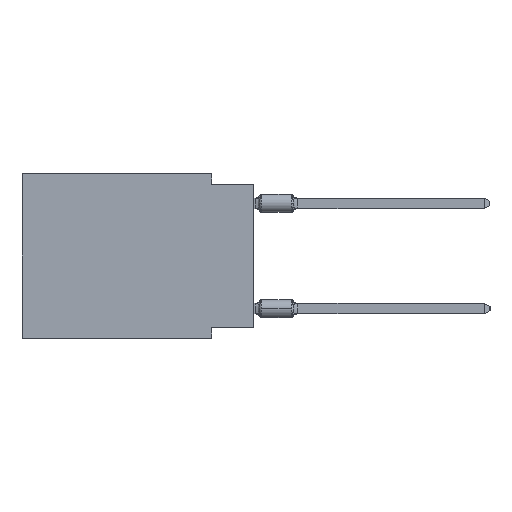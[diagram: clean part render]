
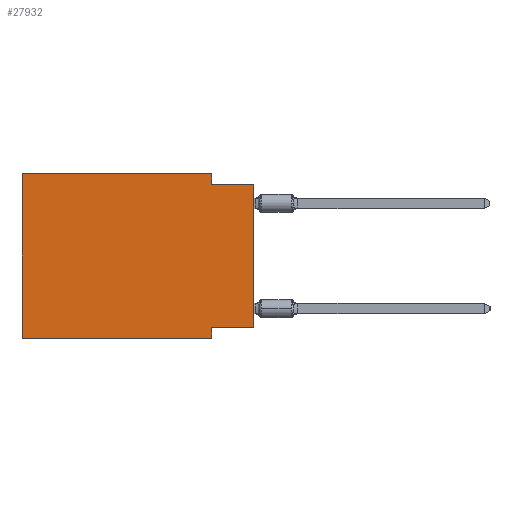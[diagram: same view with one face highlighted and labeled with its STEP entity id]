
A CAD part, left-side view. The second image highlights one B-rep face of the part: STEP entity #27932.
In plain terms, the highlighted planar face has unit normal (-1, 0, 0).
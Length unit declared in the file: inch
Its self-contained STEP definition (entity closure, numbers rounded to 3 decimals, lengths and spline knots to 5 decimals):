
#43 = VERTEX_POINT ( 'NONE', #25015 ) ;
#581 = VECTOR ( 'NONE', #11211, 39.37008 ) ;
#670 = CARTESIAN_POINT ( 'NONE',  ( 0., 0., -0.025 ) ) ;
#1614 = VECTOR ( 'NONE', #6363, 39.37008 ) ;
#1633 = CARTESIAN_POINT ( 'NONE',  ( 0., 0.55, -0.39 ) ) ;
#1740 = CARTESIAN_POINT ( 'NONE',  ( 0., 0., -0.365 ) ) ;
#1789 = FACE_OUTER_BOUND ( 'NONE', #4215, .T. ) ;
#2483 = DIRECTION ( 'NONE',  ( 0., 0., -1. ) ) ;
#2587 = EDGE_CURVE ( 'NONE', #15815, #20205, #14124, .T. ) ;
#4203 = ORIENTED_EDGE ( 'NONE', *, *, #8555, .F. ) ;
#4215 = EDGE_LOOP ( 'NONE', ( #12978, #25782, #22075, #14319, #29341, #5761, #4203, #10535 ) ) ;
#4746 = CARTESIAN_POINT ( 'NONE',  ( 0., 0.1, 0. ) ) ;
#5015 = VERTEX_POINT ( 'NONE', #14076 ) ;
#5537 = EDGE_CURVE ( 'NONE', #24753, #20205, #9763, .T. ) ;
#5761 = ORIENTED_EDGE ( 'NONE', *, *, #15684, .T. ) ;
#5813 = VECTOR ( 'NONE', #26807, 39.37008 ) ;
#6363 = DIRECTION ( 'NONE',  ( 0., -1., 0. ) ) ;
#6708 = LINE ( 'NONE', #1740, #581 ) ;
#6927 = CARTESIAN_POINT ( 'NONE',  ( 0., 0.1, -0.39 ) ) ;
#7312 = LINE ( 'NONE', #4746, #8812 ) ;
#8555 = EDGE_CURVE ( 'NONE', #5015, #16663, #15506, .T. ) ;
#8812 = VECTOR ( 'NONE', #2483, 39.37008 ) ;
#9763 = LINE ( 'NONE', #19105, #28850 ) ;
#10535 = ORIENTED_EDGE ( 'NONE', *, *, #11700, .F. ) ;
#11211 = DIRECTION ( 'NONE',  ( 0., 1., 0. ) ) ;
#11240 = VERTEX_POINT ( 'NONE', #15490 ) ;
#11655 = LINE ( 'NONE', #23272, #25524 ) ;
#11700 = EDGE_CURVE ( 'NONE', #15815, #5015, #6708, .T. ) ;
#12492 = DIRECTION ( 'NONE',  ( 0., -1., 0. ) ) ;
#12978 = ORIENTED_EDGE ( 'NONE', *, *, #2587, .T. ) ;
#14076 = CARTESIAN_POINT ( 'NONE',  ( 0., 0.1, -0.365 ) ) ;
#14124 = LINE ( 'NONE', #20911, #29152 ) ;
#14319 = ORIENTED_EDGE ( 'NONE', *, *, #24757, .F. ) ;
#15490 = CARTESIAN_POINT ( 'NONE',  ( 0., 0.1, 0. ) ) ;
#15502 = PLANE ( 'NONE',  #18503 ) ;
#15506 = LINE ( 'NONE', #29367, #5813 ) ;
#15684 = EDGE_CURVE ( 'NONE', #27942, #16663, #20769, .T. ) ;
#15815 = VERTEX_POINT ( 'NONE', #18491 ) ;
#16663 = VERTEX_POINT ( 'NONE', #6927 ) ;
#17890 = DIRECTION ( 'NONE',  ( 1., 0., 0. ) ) ;
#18034 = DIRECTION ( 'NONE',  ( 0., 0., -1. ) ) ;
#18344 = CARTESIAN_POINT ( 'NONE',  ( 0., 0.55, -0.39 ) ) ;
#18491 = CARTESIAN_POINT ( 'NONE',  ( 0., 0., -0.365 ) ) ;
#18503 = AXIS2_PLACEMENT_3D ( 'NONE', #27239, #17890, #18034 ) ;
#18640 = DIRECTION ( 'NONE',  ( 0., 0., 1. ) ) ;
#19033 = VECTOR ( 'NONE', #22890, 39.37008 ) ;
#19105 = CARTESIAN_POINT ( 'NONE',  ( 0., 0., -0.025 ) ) ;
#20068 = LINE ( 'NONE', #29266, #1614 ) ;
#20205 = VERTEX_POINT ( 'NONE', #670 ) ;
#20769 = LINE ( 'NONE', #18344, #19033 ) ;
#20911 = CARTESIAN_POINT ( 'NONE',  ( 0., 0., 0. ) ) ;
#22075 = ORIENTED_EDGE ( 'NONE', *, *, #24102, .F. ) ;
#22501 = CARTESIAN_POINT ( 'NONE',  ( 0., 0.1, -0.025 ) ) ;
#22890 = DIRECTION ( 'NONE',  ( 0., -1., 0. ) ) ;
#23018 = EDGE_CURVE ( 'NONE', #27942, #43, #11655, .T. ) ;
#23272 = CARTESIAN_POINT ( 'NONE',  ( 0., 0.55, 0. ) ) ;
#24102 = EDGE_CURVE ( 'NONE', #11240, #24753, #7312, .T. ) ;
#24753 = VERTEX_POINT ( 'NONE', #22501 ) ;
#24757 = EDGE_CURVE ( 'NONE', #43, #11240, #20068, .T. ) ;
#25015 = CARTESIAN_POINT ( 'NONE',  ( 0., 0.55, 0. ) ) ;
#25524 = VECTOR ( 'NONE', #27640, 39.37008 ) ;
#25782 = ORIENTED_EDGE ( 'NONE', *, *, #5537, .F. ) ;
#26807 = DIRECTION ( 'NONE',  ( 0., 0., -1. ) ) ;
#27239 = CARTESIAN_POINT ( 'NONE',  ( 0., 0.55, 0. ) ) ;
#27640 = DIRECTION ( 'NONE',  ( 0., 0., 1. ) ) ;
#27932 = ADVANCED_FACE ( 'NONE', ( #1789 ), #15502, .F. ) ;
#27942 = VERTEX_POINT ( 'NONE', #1633 ) ;
#28850 = VECTOR ( 'NONE', #12492, 39.37008 ) ;
#29152 = VECTOR ( 'NONE', #18640, 39.37008 ) ;
#29266 = CARTESIAN_POINT ( 'NONE',  ( 0., 0.55, 0. ) ) ;
#29341 = ORIENTED_EDGE ( 'NONE', *, *, #23018, .F. ) ;
#29367 = CARTESIAN_POINT ( 'NONE',  ( 0., 0.1, -0.39 ) ) ;
